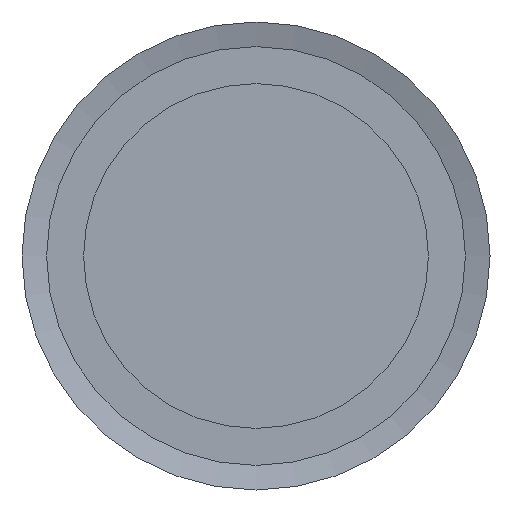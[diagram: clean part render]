
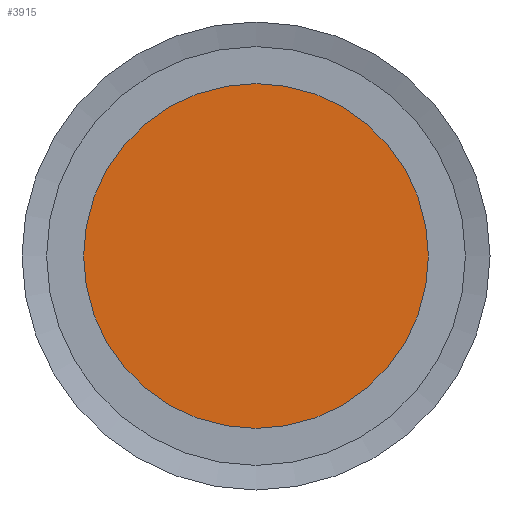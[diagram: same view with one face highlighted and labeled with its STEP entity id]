
A CAD part, left-side view. The second image highlights one B-rep face of the part: STEP entity #3915.
In plain terms, the highlighted planar face has unit normal (-1, 0, 0).
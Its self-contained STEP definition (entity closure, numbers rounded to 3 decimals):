
#1220=VERTEX_POINT('',#6789);
#1496=CIRCLE('',#4397,14.);
#2080=EDGE_CURVE('',#1220,#1220,#1496,.T.);
#3037=ORIENTED_EDGE('',*,*,#2080,.F.);
#3495=EDGE_LOOP('',(#3037));
#3707=FACE_BOUND('',#3495,.T.);
#3915=ADVANCED_FACE('',(#3707),#6867,.F.);
#4396=AXIS2_PLACEMENT_3D('',#6787,#5584,$);
#4397=AXIS2_PLACEMENT_3D('',#6788,#5585,#5586);
#5584=DIRECTION('',(1.,0.,0.));
#5585=DIRECTION('',(1.,0.,0.));
#5586=DIRECTION('',(0.,0.,-14.));
#6787=CARTESIAN_POINT('',(0.,0.,0.));
#6788=CARTESIAN_POINT('',(0.,0.,0.));
#6789=CARTESIAN_POINT('',(0.,0.,-14.));
#6867=PLANE('',#4396);
